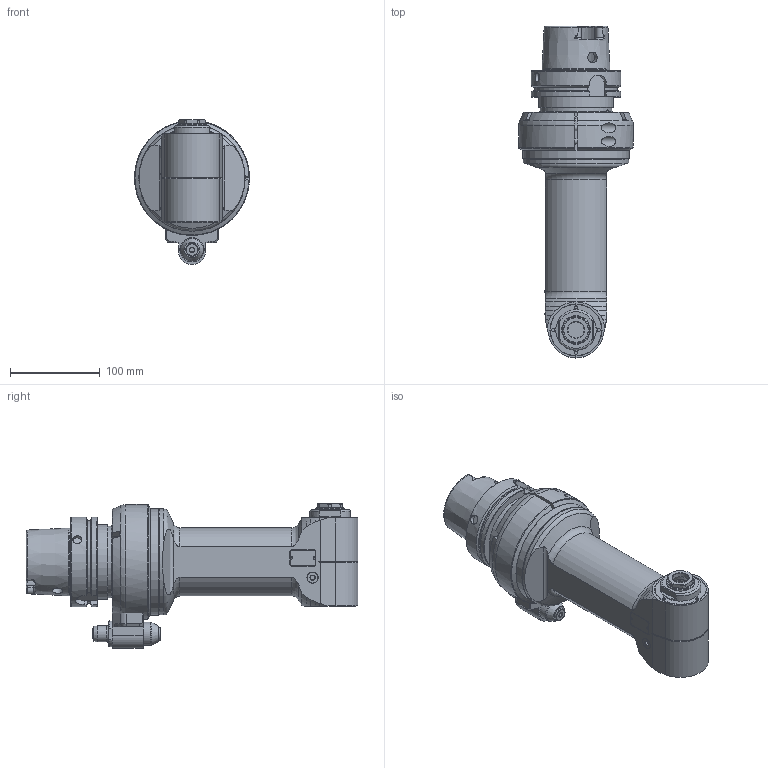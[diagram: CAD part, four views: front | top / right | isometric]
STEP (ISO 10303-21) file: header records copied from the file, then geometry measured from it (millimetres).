
FILE_DESCRIPTION(/* description */ (''),/* implementation_level */ '2;1');
FILE_NAME(/* name */ '9.F90.16L00-2H100.stp',/* time_stamp */ '2024-10-16T13:12:28-04:00',/* author */ ('jkrenzer'),/* organization */ (''),/* preprocessor_version */ 'ST-DEVELOPER v18.1',/* originating_system */ 'Autodesk Inventor 2022',/* authorisation */ '');
FILE_SCHEMA (('AUTOMOTIVE_DESIGN { 1 0 10303 214 3 1 1 }'));
Length unit declared in the file: millimetre
Products named in the file (3): 9.F90.16L00-2H100; 9_GA2_518_2  (Type 2, HSK100, 80mm, 18P); 9_F90_16L00
Assembly tree (2 placements, depth 2):
  9.F90.16L00-2H100
    9_GA2_518_2  (Type 2, HSK100, 80mm, 18P)
    9_F90_16L00
Bounding box: 128 x 369.5 x 161.25 mm (x, y, z)
Volume: 2093616 mm3; surface area: 239256 mm2
Topology: 5 solids, 5 shells, 637 faces, 1636 edges, 1052 vertices
Faces by surface type: plane 266, cylinder 164, cone 152, torus 46, bspline 5, sphere 4
Full cylindrical faces by diameter (mm): 2.5 x3, 2.6 x2, 3 x1, 3.2 x4, 4.2 x2, 5 x4, 5.3 x2, 6 x4, 6.5 x1, 7 x1, 8 x3, 8.821 x1, 10 x5, 10.4 x2, 10.5 x20, 11 x2, 12 x6, 12.5 x3, 14 x1, 18 x4, 22.6 x1, 24.5 x1, 25.6 x1, 26 x1, 27 x1, 28 x1, 30.5 x1, 32 x1, 32.5 x1, 45 x1
Entity records: 34137 total; most frequent: CARTESIAN_POINT 19055, ORIENTED_EDGE 3194, DIRECTION 3093, EDGE_CURVE 1597, AXIS2_PLACEMENT_3D 1213, VERTEX_POINT 1052, EDGE_LOOP 731, LINE 667
